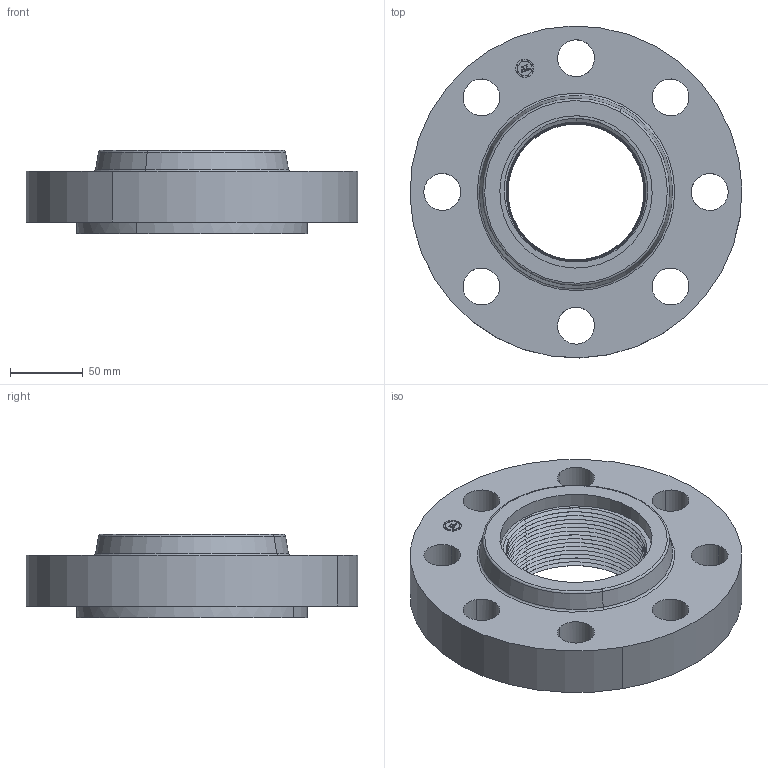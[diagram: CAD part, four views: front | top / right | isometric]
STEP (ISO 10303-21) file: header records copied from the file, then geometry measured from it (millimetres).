
FILE_DESCRIPTION(('3D STEP'),'2;1');
FILE_NAME('3.5-600-THREADED-RTJ-FLANGE.stp','2013-01-28T00:30:00+00:00',('Texas Flange'),(''),'CATIA Version 5 Release 20 SP 6 (IN-10)','CATIA V5 STEP AP214','800-826-3801');
FILE_SCHEMA(('AUTOMOTIVE_DESIGN { 1 0 10303 214 1 1 1 1 }'));
Length unit declared in the file: inch
Products named in the file (1): 3.5-600-THREADED-RTJ-FLANGE
Bounding box: 228.54 x 228.54 x 57.21 mm (x, y, z)
Volume: 1179819.3 mm3; surface area: 149929 mm2
Topology: 1 solids, 1 shells, 584 faces, 1568 edges, 1000 vertices
Faces by surface type: plane 372, bspline 125, cylinder 42, cone 37, torus 8
Entity records: 23180 total; most frequent: CARTESIAN_POINT 7299, ORIENTED_EDGE 3136, DIRECTION 2002, EDGE_CURVE 1568, VECTOR 1122, LINE 1122, VERTEX_POINT 1000, EDGE_LOOP 616
